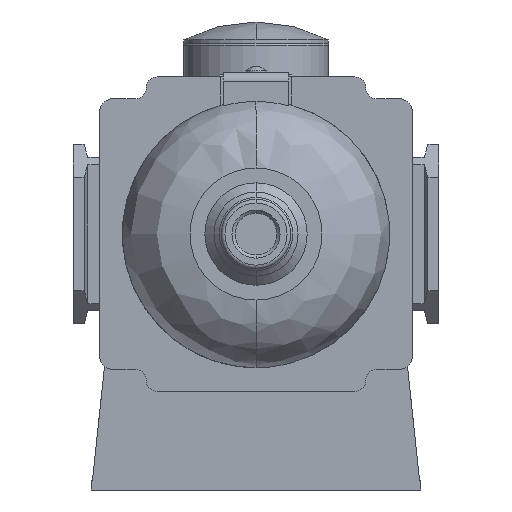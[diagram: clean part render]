
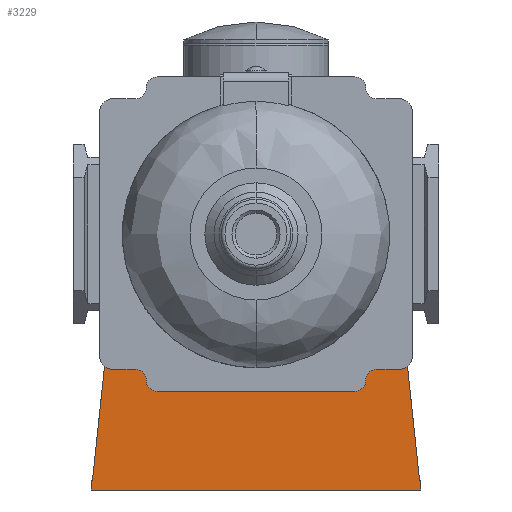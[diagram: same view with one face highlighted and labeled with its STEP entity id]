
A CAD part, front view. The second image highlights one B-rep face of the part: STEP entity #3229.
In plain terms, the highlighted planar face has unit normal (0, -1, 0).
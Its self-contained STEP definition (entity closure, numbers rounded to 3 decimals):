
#11 = DIRECTION ( 'NONE',  ( -1., 0., 0. ) ) ;
#80 = ORIENTED_EDGE ( 'NONE', *, *, #511, .T. ) ;
#82 = LINE ( 'NONE', #1730, #7033 ) ;
#136 = LINE ( 'NONE', #7237, #1305 ) ;
#178 = DIRECTION ( 'NONE',  ( 0., 0., 1. ) ) ;
#194 = EDGE_CURVE ( 'NONE', #3736, #493, #6537, .T. ) ;
#196 = AXIS2_PLACEMENT_3D ( 'NONE', #4243, #1931, #4207 ) ;
#197 = VECTOR ( 'NONE', #855, 1000. ) ;
#252 = VERTEX_POINT ( 'NONE', #2445 ) ;
#362 = VECTOR ( 'NONE', #5019, 1000. ) ;
#475 = CIRCLE ( 'NONE', #1341, 3.5 ) ;
#493 = VERTEX_POINT ( 'NONE', #2422 ) ;
#511 = EDGE_CURVE ( 'NONE', #4642, #6233, #3048, .T. ) ;
#540 = VERTEX_POINT ( 'NONE', #4338 ) ;
#576 = LINE ( 'NONE', #2845, #7695 ) ;
#595 = DIRECTION ( 'NONE',  ( -1., 0., 0. ) ) ;
#684 = VERTEX_POINT ( 'NONE', #1525 ) ;
#751 = CARTESIAN_POINT ( 'NONE',  ( 44.736, 52., -67.5 ) ) ;
#798 = CARTESIAN_POINT ( 'NONE',  ( 39.15, 52., -20.5 ) ) ;
#842 = CARTESIAN_POINT ( 'NONE',  ( 40.128, 52., -23.861 ) ) ;
#855 = DIRECTION ( 'NONE',  ( 0.105, 0., -0.994 ) ) ;
#882 = EDGE_CURVE ( 'NONE', #252, #493, #6590, .T. ) ;
#912 = CARTESIAN_POINT ( 'NONE',  ( 26.9, 52., -39.9 ) ) ;
#952 = CARTESIAN_POINT ( 'NONE',  ( -40.128, 52., -23.861 ) ) ;
#1053 = CARTESIAN_POINT ( 'NONE',  ( 45., 52., -70. ) ) ;
#1193 = DIRECTION ( 'NONE',  ( 0., 0., -1. ) ) ;
#1243 = CARTESIAN_POINT ( 'NONE',  ( -45., 52., -67.5 ) ) ;
#1305 = VECTOR ( 'NONE', #4821, 1000. ) ;
#1341 = AXIS2_PLACEMENT_3D ( 'NONE', #798, #4308, #178 ) ;
#1359 = CARTESIAN_POINT ( 'NONE',  ( 29.9, 52., -39.9 ) ) ;
#1462 = AXIS2_PLACEMENT_3D ( 'NONE', #912, #6725, #2037 ) ;
#1487 = AXIS2_PLACEMENT_3D ( 'NONE', #4464, #1502, #2633 ) ;
#1502 = DIRECTION ( 'NONE',  ( 0., 1., 0. ) ) ;
#1525 = CARTESIAN_POINT ( 'NONE',  ( -32.9, 52., -24. ) ) ;
#1550 = VERTEX_POINT ( 'NONE', #4521 ) ;
#1568 = EDGE_CURVE ( 'NONE', #4459, #4992, #6866, .T. ) ;
#1634 = CARTESIAN_POINT ( 'NONE',  ( 29.9, 52., -27. ) ) ;
#1649 = CARTESIAN_POINT ( 'NONE',  ( -29.9, 52., -39.9 ) ) ;
#1730 = CARTESIAN_POINT ( 'NONE',  ( -45., 52., -67.5 ) ) ;
#1756 = VERTEX_POINT ( 'NONE', #1359 ) ;
#1873 = ORIENTED_EDGE ( 'NONE', *, *, #2257, .T. ) ;
#1903 = EDGE_CURVE ( 'NONE', #3736, #1756, #576, .T. ) ;
#1922 = VERTEX_POINT ( 'NONE', #5334 ) ;
#1931 = DIRECTION ( 'NONE',  ( 0., 1., 0. ) ) ;
#1978 = LINE ( 'NONE', #4794, #5925 ) ;
#1980 = CARTESIAN_POINT ( 'NONE',  ( -44.736, 52., -67.5 ) ) ;
#2037 = DIRECTION ( 'NONE',  ( 1., 0., 0. ) ) ;
#2086 = ORIENTED_EDGE ( 'NONE', *, *, #6405, .T. ) ;
#2102 = EDGE_CURVE ( 'NONE', #684, #6233, #7198, .T. ) ;
#2111 = EDGE_CURVE ( 'NONE', #3293, #252, #475, .T. ) ;
#2175 = EDGE_CURVE ( 'NONE', #6155, #3659, #5754, .T. ) ;
#2252 = ORIENTED_EDGE ( 'NONE', *, *, #2175, .F. ) ;
#2257 = EDGE_CURVE ( 'NONE', #4992, #4642, #4716, .T. ) ;
#2268 = CARTESIAN_POINT ( 'NONE',  ( -26.9, 52., -42.9 ) ) ;
#2422 = CARTESIAN_POINT ( 'NONE',  ( 32.9, 52., -24. ) ) ;
#2445 = CARTESIAN_POINT ( 'NONE',  ( 39.15, 52., -24. ) ) ;
#2486 = DIRECTION ( 'NONE',  ( 1., 0., 0. ) ) ;
#2633 = DIRECTION ( 'NONE',  ( 0., 0., 1. ) ) ;
#2660 = ORIENTED_EDGE ( 'NONE', *, *, #7492, .T. ) ;
#2808 = CARTESIAN_POINT ( 'NONE',  ( 26.9, 52., -42.9 ) ) ;
#2845 = CARTESIAN_POINT ( 'NONE',  ( 29.9, 52., -27. ) ) ;
#2964 = VECTOR ( 'NONE', #5817, 1000. ) ;
#3039 = EDGE_LOOP ( 'NONE', ( #5456, #5632, #2086, #5784, #6147, #2252, #7497, #6587, #5068, #3096, #7232, #4816, #5531, #1873, #80, #6741, #2660, #4717 ) ) ;
#3048 = LINE ( 'NONE', #5427, #3815 ) ;
#3064 = DIRECTION ( 'NONE',  ( 0., 1., 0. ) ) ;
#3096 = ORIENTED_EDGE ( 'NONE', *, *, #194, .F. ) ;
#3103 = CARTESIAN_POINT ( 'NONE',  ( 26.9, 52., -42.9 ) ) ;
#3185 = CARTESIAN_POINT ( 'NONE',  ( 37.193, 52., 3.928 ) ) ;
#3229 = ADVANCED_FACE ( 'NONE', ( #6287 ), #6219, .F. ) ;
#3287 = DIRECTION ( 'NONE',  ( 1., 0., 0. ) ) ;
#3291 = VERTEX_POINT ( 'NONE', #952 ) ;
#3293 = VERTEX_POINT ( 'NONE', #842 ) ;
#3306 = EDGE_CURVE ( 'NONE', #1550, #3291, #4793, .T. ) ;
#3380 = DIRECTION ( 'NONE',  ( 0., 0., 1. ) ) ;
#3386 = EDGE_CURVE ( 'NONE', #5737, #4058, #82, .T. ) ;
#3390 = CARTESIAN_POINT ( 'NONE',  ( 45., 52., -67.5 ) ) ;
#3570 = CARTESIAN_POINT ( 'NONE',  ( -29.9, 52., -27. ) ) ;
#3649 = CARTESIAN_POINT ( 'NONE',  ( -32.9, 52., -27. ) ) ;
#3659 = VERTEX_POINT ( 'NONE', #3390 ) ;
#3736 = VERTEX_POINT ( 'NONE', #1634 ) ;
#3815 = VECTOR ( 'NONE', #3380, 1000. ) ;
#3915 = DIRECTION ( 'NONE',  ( 0., 1., 0. ) ) ;
#4058 = VERTEX_POINT ( 'NONE', #1980 ) ;
#4064 = EDGE_CURVE ( 'NONE', #3293, #6155, #6145, .T. ) ;
#4191 = VECTOR ( 'NONE', #5867, 1000. ) ;
#4207 = DIRECTION ( 'NONE',  ( 1., 0., 0. ) ) ;
#4243 = CARTESIAN_POINT ( 'NONE',  ( 32.9, 52., -27. ) ) ;
#4308 = DIRECTION ( 'NONE',  ( 0., 1., 0. ) ) ;
#4338 = CARTESIAN_POINT ( 'NONE',  ( 45., 52., -70. ) ) ;
#4459 = VERTEX_POINT ( 'NONE', #3103 ) ;
#4464 = CARTESIAN_POINT ( 'NONE',  ( 0., 52., 0. ) ) ;
#4471 = CARTESIAN_POINT ( 'NONE',  ( -45., 52., -67.5 ) ) ;
#4521 = CARTESIAN_POINT ( 'NONE',  ( -39.15, 52., -24. ) ) ;
#4534 = CARTESIAN_POINT ( 'NONE',  ( -39.15, 52., -20.5 ) ) ;
#4614 = EDGE_CURVE ( 'NONE', #4058, #3291, #6451, .T. ) ;
#4642 = VERTEX_POINT ( 'NONE', #1649 ) ;
#4701 = DIRECTION ( 'NONE',  ( 1., 0., 0. ) ) ;
#4716 = CIRCLE ( 'NONE', #7079, 3. ) ;
#4717 = ORIENTED_EDGE ( 'NONE', *, *, #3306, .T. ) ;
#4742 = DIRECTION ( 'NONE',  ( 0., 1., 0. ) ) ;
#4793 = CIRCLE ( 'NONE', #7285, 3.5 ) ;
#4794 = CARTESIAN_POINT ( 'NONE',  ( 45., 52., -67.5 ) ) ;
#4816 = ORIENTED_EDGE ( 'NONE', *, *, #4822, .T. ) ;
#4821 = DIRECTION ( 'NONE',  ( 0., 0., -1. ) ) ;
#4822 = EDGE_CURVE ( 'NONE', #1756, #4459, #7686, .T. ) ;
#4992 = VERTEX_POINT ( 'NONE', #2268 ) ;
#5019 = DIRECTION ( 'NONE',  ( 1., 0., 0. ) ) ;
#5068 = ORIENTED_EDGE ( 'NONE', *, *, #882, .T. ) ;
#5189 = DIRECTION ( 'NONE',  ( -1., 0., 0. ) ) ;
#5272 = CARTESIAN_POINT ( 'NONE',  ( -32.9, 52., -24. ) ) ;
#5284 = EDGE_CURVE ( 'NONE', #540, #1922, #6396, .T. ) ;
#5334 = CARTESIAN_POINT ( 'NONE',  ( -45., 52., -70. ) ) ;
#5427 = CARTESIAN_POINT ( 'NONE',  ( -29.9, 52., -39.9 ) ) ;
#5456 = ORIENTED_EDGE ( 'NONE', *, *, #4614, .F. ) ;
#5531 = ORIENTED_EDGE ( 'NONE', *, *, #1568, .T. ) ;
#5632 = ORIENTED_EDGE ( 'NONE', *, *, #3386, .F. ) ;
#5689 = VECTOR ( 'NONE', #595, 1000. ) ;
#5737 = VERTEX_POINT ( 'NONE', #1243 ) ;
#5754 = LINE ( 'NONE', #4471, #362 ) ;
#5784 = ORIENTED_EDGE ( 'NONE', *, *, #5284, .F. ) ;
#5817 = DIRECTION ( 'NONE',  ( -1., 0., 0. ) ) ;
#5834 = CARTESIAN_POINT ( 'NONE',  ( -26.9, 52., -39.9 ) ) ;
#5867 = DIRECTION ( 'NONE',  ( 0.105, 0., 0.994 ) ) ;
#5925 = VECTOR ( 'NONE', #6141, 1000. ) ;
#6141 = DIRECTION ( 'NONE',  ( 0., 0., -1. ) ) ;
#6145 = LINE ( 'NONE', #3185, #197 ) ;
#6147 = ORIENTED_EDGE ( 'NONE', *, *, #6821, .F. ) ;
#6155 = VERTEX_POINT ( 'NONE', #751 ) ;
#6219 = PLANE ( 'NONE',  #1487 ) ;
#6233 = VERTEX_POINT ( 'NONE', #3570 ) ;
#6287 = FACE_OUTER_BOUND ( 'NONE', #3039, .T. ) ;
#6396 = LINE ( 'NONE', #1053, #2964 ) ;
#6405 = EDGE_CURVE ( 'NONE', #5737, #1922, #136, .T. ) ;
#6440 = CARTESIAN_POINT ( 'NONE',  ( 39.15, 52., -24. ) ) ;
#6446 = LINE ( 'NONE', #5272, #7423 ) ;
#6451 = LINE ( 'NONE', #6515, #4191 ) ;
#6515 = CARTESIAN_POINT ( 'NONE',  ( -45., 52., -70. ) ) ;
#6537 = CIRCLE ( 'NONE', #196, 3. ) ;
#6587 = ORIENTED_EDGE ( 'NONE', *, *, #2111, .T. ) ;
#6590 = LINE ( 'NONE', #6440, #5689 ) ;
#6621 = DIRECTION ( 'NONE',  ( 1., 0., 0. ) ) ;
#6725 = DIRECTION ( 'NONE',  ( 0., 1., 0. ) ) ;
#6741 = ORIENTED_EDGE ( 'NONE', *, *, #2102, .F. ) ;
#6821 = EDGE_CURVE ( 'NONE', #3659, #540, #1978, .T. ) ;
#6866 = LINE ( 'NONE', #2808, #7443 ) ;
#7033 = VECTOR ( 'NONE', #6621, 1000. ) ;
#7070 = AXIS2_PLACEMENT_3D ( 'NONE', #3649, #3064, #2486 ) ;
#7079 = AXIS2_PLACEMENT_3D ( 'NONE', #5834, #4742, #4701 ) ;
#7198 = CIRCLE ( 'NONE', #7070, 3. ) ;
#7232 = ORIENTED_EDGE ( 'NONE', *, *, #1903, .T. ) ;
#7237 = CARTESIAN_POINT ( 'NONE',  ( -45., 52., -67.5 ) ) ;
#7285 = AXIS2_PLACEMENT_3D ( 'NONE', #4534, #3915, #3287 ) ;
#7423 = VECTOR ( 'NONE', #11, 1000. ) ;
#7443 = VECTOR ( 'NONE', #5189, 1000. ) ;
#7492 = EDGE_CURVE ( 'NONE', #684, #1550, #6446, .T. ) ;
#7497 = ORIENTED_EDGE ( 'NONE', *, *, #4064, .F. ) ;
#7686 = CIRCLE ( 'NONE', #1462, 3. ) ;
#7695 = VECTOR ( 'NONE', #1193, 1000. ) ;
